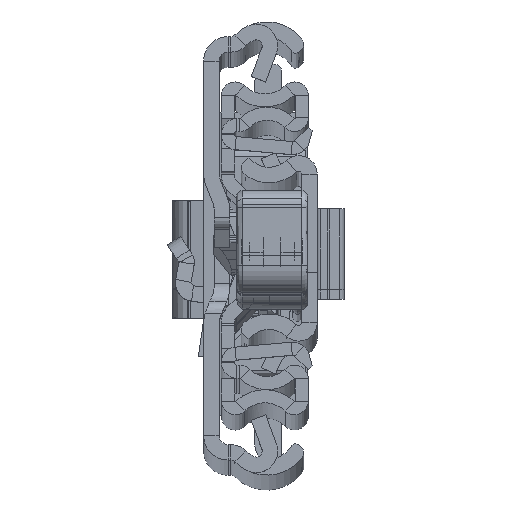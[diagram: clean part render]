
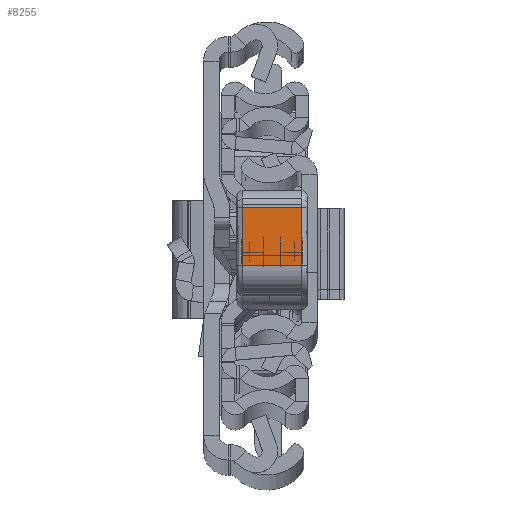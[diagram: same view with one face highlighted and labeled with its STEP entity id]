
A CAD part, top view. The second image highlights one B-rep face of the part: STEP entity #8255.
In plain terms, the highlighted face is planar.
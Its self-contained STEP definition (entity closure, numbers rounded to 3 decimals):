
#1635 = VECTOR ( 'NONE', #35552, 1000. ) ;
#1732 = DIRECTION ( 'NONE',  ( -0.027, -1., 0. ) ) ;
#2733 = CARTESIAN_POINT ( 'NONE',  ( 39.55, -12.274, -10. ) ) ;
#3991 = EDGE_CURVE ( 'NONE', #7767, #27588, #17489, .T. ) ;
#5198 = DIRECTION ( 'NONE',  ( 0.027, 1., 0. ) ) ;
#5765 = DIRECTION ( 'NONE',  ( -0.027, -1., 0. ) ) ;
#6617 = VERTEX_POINT ( 'NONE', #34662 ) ;
#7767 = VERTEX_POINT ( 'NONE', #2733 ) ;
#8255 = ADVANCED_FACE ( 'NONE', ( #29330 ), #17625, .F. ) ;
#10215 = EDGE_CURVE ( 'NONE', #27588, #6617, #37809, .T. ) ;
#11407 = CARTESIAN_POINT ( 'NONE',  ( 39.55, -12.274, 0. ) ) ;
#12121 = CARTESIAN_POINT ( 'NONE',  ( 39.818, -2.465, -11. ) ) ;
#12396 = EDGE_CURVE ( 'NONE', #26520, #7767, #24764, .T. ) ;
#14344 = ORIENTED_EDGE ( 'NONE', *, *, #3991, .F. ) ;
#17066 = CARTESIAN_POINT ( 'NONE',  ( 39.55, -12.274, 0. ) ) ;
#17489 = LINE ( 'NONE', #37864, #1635 ) ;
#17625 = PLANE ( 'NONE',  #36817 ) ;
#20743 = LINE ( 'NONE', #12121, #20962 ) ;
#20962 = VECTOR ( 'NONE', #32447, 1000. ) ;
#24764 = LINE ( 'NONE', #31269, #28393 ) ;
#26476 = CARTESIAN_POINT ( 'NONE',  ( 39.55, -12.274, -11. ) ) ;
#26520 = VERTEX_POINT ( 'NONE', #32642 ) ;
#27588 = VERTEX_POINT ( 'NONE', #11407 ) ;
#28393 = VECTOR ( 'NONE', #1732, 1000. ) ;
#28759 = ORIENTED_EDGE ( 'NONE', *, *, #12396, .F. ) ;
#29330 = FACE_OUTER_BOUND ( 'NONE', #35388, .T. ) ;
#29716 = DIRECTION ( 'NONE',  ( -1., 0.027, 0. ) ) ;
#31269 = CARTESIAN_POINT ( 'NONE',  ( 39.55, -12.274, -10. ) ) ;
#32447 = DIRECTION ( 'NONE',  ( 0., 0., -1. ) ) ;
#32642 = CARTESIAN_POINT ( 'NONE',  ( 39.818, -2.465, -10. ) ) ;
#34128 = EDGE_CURVE ( 'NONE', #6617, #26520, #20743, .T. ) ;
#34662 = CARTESIAN_POINT ( 'NONE',  ( 39.818, -2.465, 0. ) ) ;
#35388 = EDGE_LOOP ( 'NONE', ( #14344, #28759, #37600, #37894 ) ) ;
#35552 = DIRECTION ( 'NONE',  ( 0., 0., 1. ) ) ;
#36218 = VECTOR ( 'NONE', #5198, 1000. ) ;
#36817 = AXIS2_PLACEMENT_3D ( 'NONE', #26476, #29716, #5765 ) ;
#37600 = ORIENTED_EDGE ( 'NONE', *, *, #34128, .F. ) ;
#37809 = LINE ( 'NONE', #17066, #36218 ) ;
#37864 = CARTESIAN_POINT ( 'NONE',  ( 39.55, -12.274, -11. ) ) ;
#37894 = ORIENTED_EDGE ( 'NONE', *, *, #10215, .F. ) ;
